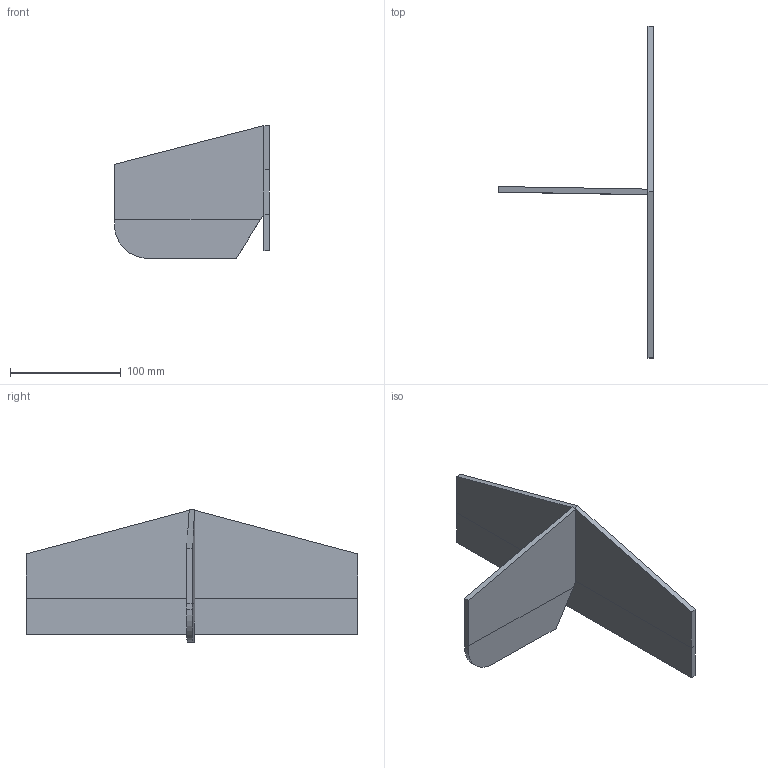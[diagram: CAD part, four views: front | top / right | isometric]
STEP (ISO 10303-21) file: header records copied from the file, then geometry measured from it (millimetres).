
FILE_DESCRIPTION(/* description */ (''),/* implementation_level */ '2;1');
FILE_NAME(/* name */ 'rudder v1.step',/* time_stamp */ '2023-04-09T15:07:32+05:30',/* author */ (''),/* organization */ (''),/* preprocessor_version */ 'ST-DEVELOPER v19.2',/* originating_system */ 'Autodesk Translation Framework v12.4.0.73',/* authorisation */ '');
FILE_SCHEMA (('AUTOMOTIVE_DESIGN { 1 0 10303 214 3 1 1 }'));
Length unit declared in the file: centimetre
Products named in the file (5): rudder; Component1; Component2; Component3; Component4
Assembly tree (4 placements, depth 2):
  rudder
    Component1
    Component2
    Component3
    Component4
Bounding box: 140.02 x 300 x 120 mm (x, y, z)
Volume: 205221.8 mm3; surface area: 92433.7 mm2
Topology: 4 solids, 4 shells, 27 faces, 57 edges, 38 vertices
Faces by surface type: plane 26, cylinder 1
Entity records: 862 total; most frequent: DIRECTION 131, CARTESIAN_POINT 131, ORIENTED_EDGE 114, EDGE_CURVE 57, LINE 55, VECTOR 55, VERTEX_POINT 38, AXIS2_PLACEMENT_3D 38
